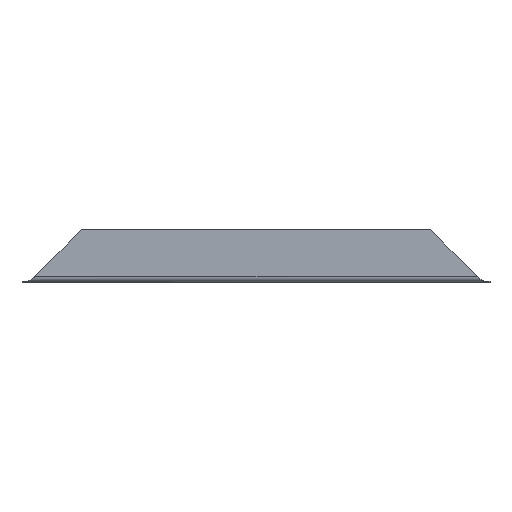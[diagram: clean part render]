
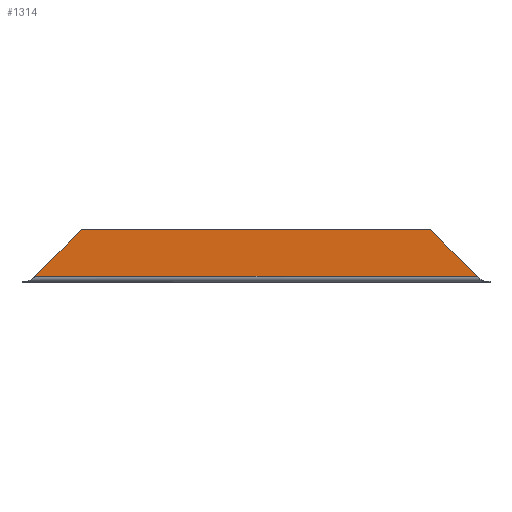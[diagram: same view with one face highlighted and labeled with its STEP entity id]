
A CAD part, front view. The second image highlights one B-rep face of the part: STEP entity #1314.
In plain terms, the highlighted planar face has unit normal (0, -1, 0).
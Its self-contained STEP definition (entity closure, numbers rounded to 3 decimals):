
#10 = ORIENTED_EDGE ( 'NONE', *, *, #848, .F. ) ;
#45 = DIRECTION ( 'NONE',  ( 0.707, 0., -0.707 ) ) ;
#49 = FACE_OUTER_BOUND ( 'NONE', #499, .T. ) ;
#132 = VERTEX_POINT ( 'NONE', #1300 ) ;
#142 = CARTESIAN_POINT ( 'NONE',  ( 0., -59.466, 3.531 ) ) ;
#170 = LINE ( 'NONE', #1291, #862 ) ;
#179 = VERTEX_POINT ( 'NONE', #1074 ) ;
#204 = EDGE_CURVE ( 'NONE', #179, #132, #1278, .T. ) ;
#287 = DIRECTION ( 'NONE',  ( 1., 0., 0. ) ) ;
#366 = VERTEX_POINT ( 'NONE', #788 ) ;
#404 = DIRECTION ( 'NONE',  ( 1., 0., 0. ) ) ;
#483 = EDGE_CURVE ( 'NONE', #366, #573, #1209, .T. ) ;
#492 = AXIS2_PLACEMENT_3D ( 'NONE', #1165, #947, #287 ) ;
#493 = EDGE_CURVE ( 'NONE', #132, #366, #170, .T. ) ;
#499 = EDGE_LOOP ( 'NONE', ( #701, #10, #877, #1431 ) ) ;
#501 = PLANE ( 'NONE',  #492 ) ;
#531 = DIRECTION ( 'NONE',  ( 0.707, 0., 0.707 ) ) ;
#573 = VERTEX_POINT ( 'NONE', #780 ) ;
#597 = DIRECTION ( 'NONE',  ( -1., 0., 0. ) ) ;
#626 = CARTESIAN_POINT ( 'NONE',  ( 0., -59.466, 32.466 ) ) ;
#701 = ORIENTED_EDGE ( 'NONE', *, *, #204, .F. ) ;
#744 = VECTOR ( 'NONE', #597, 1000. ) ;
#780 = CARTESIAN_POINT ( 'NONE',  ( 108.248, -59.466, 32.466 ) ) ;
#788 = CARTESIAN_POINT ( 'NONE',  ( -108.248, -59.466, 32.466 ) ) ;
#848 = EDGE_CURVE ( 'NONE', #573, #179, #1397, .T. ) ;
#862 = VECTOR ( 'NONE', #531, 1000. ) ;
#877 = ORIENTED_EDGE ( 'NONE', *, *, #483, .F. ) ;
#892 = VECTOR ( 'NONE', #45, 1000. ) ;
#947 = DIRECTION ( 'NONE',  ( 0., 1., 0. ) ) ;
#1074 = CARTESIAN_POINT ( 'NONE',  ( 137.183, -59.466, 3.531 ) ) ;
#1126 = VECTOR ( 'NONE', #404, 1000. ) ;
#1165 = CARTESIAN_POINT ( 'NONE',  ( 0., -59.466, -57.534 ) ) ;
#1209 = LINE ( 'NONE', #626, #1126 ) ;
#1278 = LINE ( 'NONE', #142, #744 ) ;
#1291 = CARTESIAN_POINT ( 'NONE',  ( -145., -59.466, -4.286 ) ) ;
#1300 = CARTESIAN_POINT ( 'NONE',  ( -137.183, -59.466, 3.531 ) ) ;
#1311 = CARTESIAN_POINT ( 'NONE',  ( 145., -59.466, -4.286 ) ) ;
#1314 = ADVANCED_FACE ( 'NONE', ( #49 ), #501, .F. ) ;
#1397 = LINE ( 'NONE', #1311, #892 ) ;
#1431 = ORIENTED_EDGE ( 'NONE', *, *, #493, .F. ) ;
